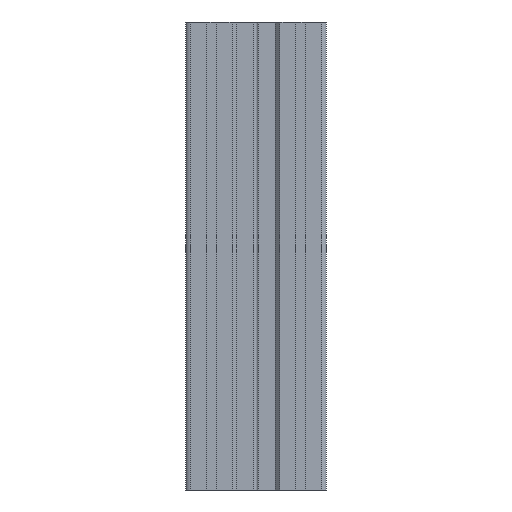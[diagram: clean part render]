
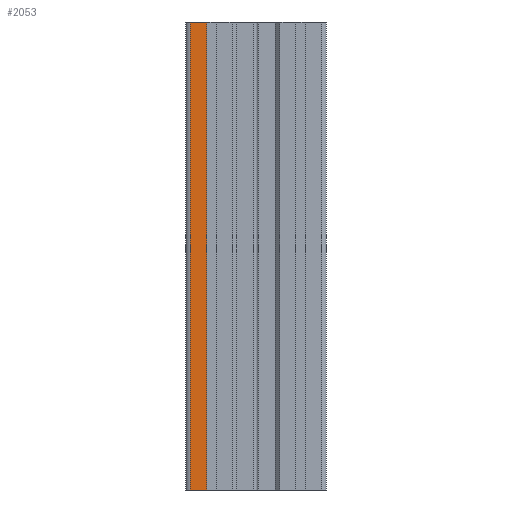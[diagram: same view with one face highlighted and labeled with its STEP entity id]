
A CAD part, left-side view. The second image highlights one B-rep face of the part: STEP entity #2053.
In plain terms, the highlighted planar face has unit normal (-1, 0, 0).
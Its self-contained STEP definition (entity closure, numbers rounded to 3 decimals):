
#34=PLANE('',#2202);
#133=FACE_OUTER_BOUND('',#246,.T.);
#246=EDGE_LOOP('',(#1682,#1683,#1684,#1685));
#383=LINE('',#2972,#660);
#482=LINE('',#3179,#759);
#534=LINE('',#3275,#811);
#535=LINE('',#3276,#812);
#660=VECTOR('',#2399,1000.);
#759=VECTOR('',#2512,1000.);
#811=VECTOR('',#2582,1000.);
#812=VECTOR('',#2583,1000.);
#975=VERTEX_POINT('',#2969);
#976=VERTEX_POINT('',#2971);
#1076=VERTEX_POINT('',#3176);
#1077=VERTEX_POINT('',#3178);
#1184=EDGE_CURVE('',#976,#975,#383,.T.);
#1289=EDGE_CURVE('',#1076,#1077,#482,.T.);
#1342=EDGE_CURVE('',#1076,#976,#534,.T.);
#1343=EDGE_CURVE('',#975,#1077,#535,.T.);
#1682=ORIENTED_EDGE('',*,*,#1289,.F.);
#1683=ORIENTED_EDGE('',*,*,#1342,.T.);
#1684=ORIENTED_EDGE('',*,*,#1184,.T.);
#1685=ORIENTED_EDGE('',*,*,#1343,.T.);
#2053=ADVANCED_FACE('',(#133),#34,.T.);
#2202=AXIS2_PLACEMENT_3D('',#3274,#2580,#2581);
#2399=DIRECTION('',(0.,-1.,0.));
#2512=DIRECTION('',(0.,-1.,0.));
#2580=DIRECTION('center_axis',(-1.,0.,0.));
#2581=DIRECTION('ref_axis',(0.,-1.,0.));
#2582=DIRECTION('',(0.,0.,-1.));
#2583=DIRECTION('',(0.,0.,1.));
#2969=CARTESIAN_POINT('',(-15.,10.5,-100.));
#2971=CARTESIAN_POINT('',(-15.,14.,-100.));
#2972=CARTESIAN_POINT('',(-15.,15.,-100.));
#3176=CARTESIAN_POINT('',(-15.,14.,0.));
#3178=CARTESIAN_POINT('',(-15.,10.5,0.));
#3179=CARTESIAN_POINT('',(-15.,15.,0.));
#3274=CARTESIAN_POINT('Origin',(-15.,15.,-100.));
#3275=CARTESIAN_POINT('',(-15.,14.,-100.));
#3276=CARTESIAN_POINT('',(-15.,10.5,-100.));
